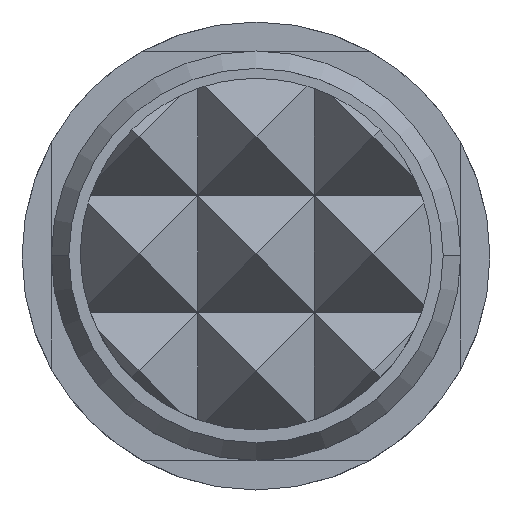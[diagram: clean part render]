
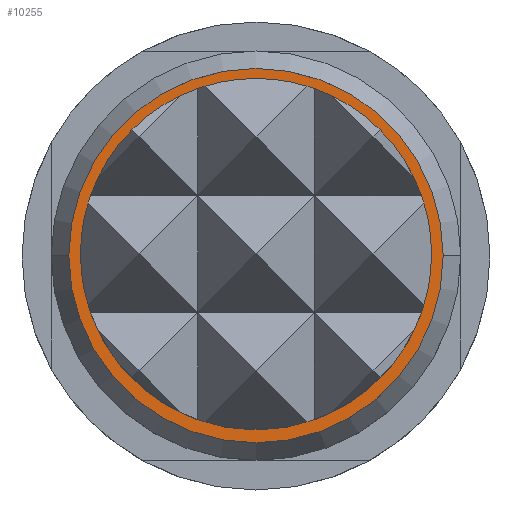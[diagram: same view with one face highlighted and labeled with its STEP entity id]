
A CAD part, top view. The second image highlights one B-rep face of the part: STEP entity #10255.
In plain terms, the highlighted planar face has unit normal (0, 0, 1).
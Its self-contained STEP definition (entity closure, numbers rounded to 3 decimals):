
#2 = CARTESIAN_POINT ( 'NONE',  ( 0., 0., 0. ) ) ;
#3 = DIRECTION ( 'NONE',  ( 0., 0., 1. ) ) ;
#4 = DIRECTION ( 'NONE',  ( 1., 0., 0. ) ) ;
#9 = CARTESIAN_POINT ( 'NONE',  ( 0., 0., 0. ) ) ;
#10 = DIRECTION ( 'NONE',  ( 0., 0., 1. ) ) ;
#11 = DIRECTION ( 'NONE',  ( 1., 0., 0. ) ) ;
#1406 = EDGE_CURVE ( 'NONE', #11407, #11404, #10170, .T. ) ;
#1408 = EDGE_CURVE ( 'NONE', #11410, #11412, #10172, .T. ) ;
#2095 = FACE_BOUND ( 'NONE', #10073, .T. ) ;
#2135 = FACE_OUTER_BOUND ( 'NONE', #10068, .T. ) ;
#3544 = EDGE_CURVE ( 'NONE', #11412, #11410, #10236, .T. ) ;
#3546 = EDGE_CURVE ( 'NONE', #11404, #11407, #10238, .T. ) ;
#9083 = AXIS2_PLACEMENT_3D ( 'NONE', #2, #3, #4 ) ;
#9084 = AXIS2_PLACEMENT_3D ( 'NONE', #9, #10, #11 ) ;
#9102 = AXIS2_PLACEMENT_3D ( 'NONE', #11712, #11713, #11714 ) ;
#9104 = AXIS2_PLACEMENT_3D ( 'NONE', #11718, #11719, #11720 ) ;
#10068 = EDGE_LOOP ( 'NONE', ( #11647, #11648 ) ) ;
#10073 = EDGE_LOOP ( 'NONE', ( #11645, #11646 ) ) ;
#10170 = CIRCLE ( 'NONE', #9083, 1.6 ) ;
#10172 = CIRCLE ( 'NONE', #9084, 1.25 ) ;
#10236 = CIRCLE ( 'NONE', #9102, 1.25 ) ;
#10238 = CIRCLE ( 'NONE', #9104, 1.6 ) ;
#10255 = ADVANCED_FACE ( 'NONE', ( #2095, #2135 ), #10490, .F. ) ;
#10487 = CARTESIAN_POINT ( 'NONE',  ( 0., 1.25, 0. ) ) ;
#10490 = PLANE ( 'NONE',  #10893 ) ;
#10492 = DIRECTION ( 'NONE',  ( 0., 0., -1. ) ) ;
#10493 = DIRECTION ( 'NONE',  ( -1., 0., 0. ) ) ;
#10893 = AXIS2_PLACEMENT_3D ( 'NONE', #10487, #10492, #10493 ) ;
#10974 = CARTESIAN_POINT ( 'NONE',  ( -1.6, 0., 0. ) ) ;
#10977 = CARTESIAN_POINT ( 'NONE',  ( 1.6, 0., 0. ) ) ;
#10980 = CARTESIAN_POINT ( 'NONE',  ( 1.25, 0., 0. ) ) ;
#10982 = CARTESIAN_POINT ( 'NONE',  ( -1.25, 0., 0. ) ) ;
#11404 = VERTEX_POINT ( 'NONE', #10974 ) ;
#11407 = VERTEX_POINT ( 'NONE', #10977 ) ;
#11410 = VERTEX_POINT ( 'NONE', #10980 ) ;
#11412 = VERTEX_POINT ( 'NONE', #10982 ) ;
#11645 = ORIENTED_EDGE ( 'NONE', *, *, #1408, .F. ) ;
#11646 = ORIENTED_EDGE ( 'NONE', *, *, #3544, .F. ) ;
#11647 = ORIENTED_EDGE ( 'NONE', *, *, #1406, .T. ) ;
#11648 = ORIENTED_EDGE ( 'NONE', *, *, #3546, .T. ) ;
#11712 = CARTESIAN_POINT ( 'NONE',  ( 0., 0., 0. ) ) ;
#11713 = DIRECTION ( 'NONE',  ( 0., 0., 1. ) ) ;
#11714 = DIRECTION ( 'NONE',  ( 1., 0., 0. ) ) ;
#11718 = CARTESIAN_POINT ( 'NONE',  ( 0., 0., 0. ) ) ;
#11719 = DIRECTION ( 'NONE',  ( 0., 0., 1. ) ) ;
#11720 = DIRECTION ( 'NONE',  ( 1., 0., 0. ) ) ;
